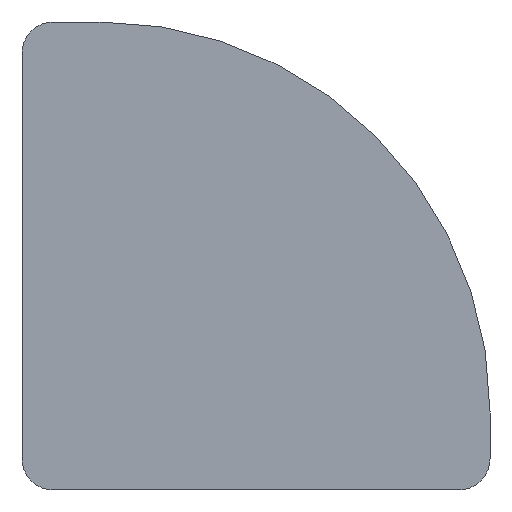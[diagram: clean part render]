
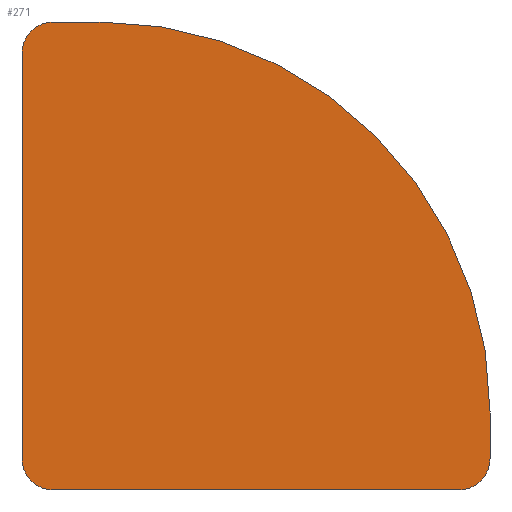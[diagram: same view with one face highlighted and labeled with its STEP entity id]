
A CAD part, left-side view. The second image highlights one B-rep face of the part: STEP entity #271.
In plain terms, the highlighted planar face has unit normal (-1, 0, 0).
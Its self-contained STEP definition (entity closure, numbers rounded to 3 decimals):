
#11 = VECTOR ( 'NONE', #606, 1000. ) ;
#13 = CARTESIAN_POINT ( 'NONE',  ( 0., 10., 15. ) ) ;
#30 = DIRECTION ( 'NONE',  ( 0., -1., 0. ) ) ;
#34 = CARTESIAN_POINT ( 'NONE',  ( 0., 15., 13. ) ) ;
#39 = VERTEX_POINT ( 'NONE', #315 ) ;
#46 = AXIS2_PLACEMENT_3D ( 'NONE', #180, #459, #86 ) ;
#54 = VECTOR ( 'NONE', #30, 1000. ) ;
#70 = AXIS2_PLACEMENT_3D ( 'NONE', #500, #587, #551 ) ;
#86 = DIRECTION ( 'NONE',  ( 0., 0., 1. ) ) ;
#92 = VERTEX_POINT ( 'NONE', #358 ) ;
#94 = ORIENTED_EDGE ( 'NONE', *, *, #414, .F. ) ;
#106 = CARTESIAN_POINT ( 'NONE',  ( 0., -13., -13. ) ) ;
#109 = PLANE ( 'NONE',  #70 ) ;
#121 = ORIENTED_EDGE ( 'NONE', *, *, #185, .F. ) ;
#122 = CIRCLE ( 'NONE', #228, 2. ) ;
#135 = FACE_OUTER_BOUND ( 'NONE', #566, .T. ) ;
#143 = LINE ( 'NONE', #601, #11 ) ;
#154 = EDGE_CURVE ( 'NONE', #580, #242, #369, .T. ) ;
#159 = DIRECTION ( 'NONE',  ( 1., 0., 0. ) ) ;
#168 = CARTESIAN_POINT ( 'NONE',  ( 0., -15., -13. ) ) ;
#174 = CARTESIAN_POINT ( 'NONE',  ( 0., 13., 13. ) ) ;
#180 = CARTESIAN_POINT ( 'NONE',  ( 0., 10., -10. ) ) ;
#185 = EDGE_CURVE ( 'NONE', #242, #301, #194, .T. ) ;
#193 = CIRCLE ( 'NONE', #293, 2. ) ;
#194 = LINE ( 'NONE', #421, #202 ) ;
#201 = EDGE_CURVE ( 'NONE', #556, #92, #143, .T. ) ;
#202 = VECTOR ( 'NONE', #224, 1000. ) ;
#203 = LINE ( 'NONE', #596, #294 ) ;
#224 = DIRECTION ( 'NONE',  ( 0., 0., -1. ) ) ;
#228 = AXIS2_PLACEMENT_3D ( 'NONE', #106, #159, #361 ) ;
#229 = DIRECTION ( 'NONE',  ( 1., 0., 0. ) ) ;
#236 = CARTESIAN_POINT ( 'NONE',  ( 0., -15., -10. ) ) ;
#242 = VERTEX_POINT ( 'NONE', #236 ) ;
#271 = ADVANCED_FACE ( 'NONE', ( #135 ), #109, .F. ) ;
#293 = AXIS2_PLACEMENT_3D ( 'NONE', #460, #229, #333 ) ;
#294 = VECTOR ( 'NONE', #452, 1000. ) ;
#301 = VERTEX_POINT ( 'NONE', #168 ) ;
#308 = LINE ( 'NONE', #562, #54 ) ;
#315 = CARTESIAN_POINT ( 'NONE',  ( 0., 15., -13. ) ) ;
#333 = DIRECTION ( 'NONE',  ( 0., 0., 1. ) ) ;
#346 = EDGE_CURVE ( 'NONE', #301, #556, #122, .T. ) ;
#358 = CARTESIAN_POINT ( 'NONE',  ( 0., 13., -15. ) ) ;
#361 = DIRECTION ( 'NONE',  ( 0., 0., 1. ) ) ;
#369 = CIRCLE ( 'NONE', #46, 25. ) ;
#373 = EDGE_CURVE ( 'NONE', #486, #581, #516, .T. ) ;
#394 = CARTESIAN_POINT ( 'NONE',  ( 0., -13., -15. ) ) ;
#403 = ORIENTED_EDGE ( 'NONE', *, *, #610, .F. ) ;
#414 = EDGE_CURVE ( 'NONE', #581, #580, #308, .T. ) ;
#421 = CARTESIAN_POINT ( 'NONE',  ( 0., -15., -1.924 ) ) ;
#452 = DIRECTION ( 'NONE',  ( 0., 0., 1. ) ) ;
#459 = DIRECTION ( 'NONE',  ( 1., 0., 0. ) ) ;
#460 = CARTESIAN_POINT ( 'NONE',  ( 0., 13., -13. ) ) ;
#478 = EDGE_CURVE ( 'NONE', #92, #39, #193, .T. ) ;
#485 = CARTESIAN_POINT ( 'NONE',  ( 0., 13., 15. ) ) ;
#486 = VERTEX_POINT ( 'NONE', #34 ) ;
#488 = ORIENTED_EDGE ( 'NONE', *, *, #201, .F. ) ;
#500 = CARTESIAN_POINT ( 'NONE',  ( 0., 1.924, -1.924 ) ) ;
#506 = DIRECTION ( 'NONE',  ( 0., 0., 1. ) ) ;
#516 = CIRCLE ( 'NONE', #572, 2. ) ;
#551 = DIRECTION ( 'NONE',  ( 0., 0., -1. ) ) ;
#553 = ORIENTED_EDGE ( 'NONE', *, *, #154, .F. ) ;
#556 = VERTEX_POINT ( 'NONE', #394 ) ;
#559 = ORIENTED_EDGE ( 'NONE', *, *, #373, .F. ) ;
#560 = DIRECTION ( 'NONE',  ( 1., 0., 0. ) ) ;
#562 = CARTESIAN_POINT ( 'NONE',  ( 0., 1.924, 15. ) ) ;
#566 = EDGE_LOOP ( 'NONE', ( #94, #559, #403, #613, #488, #612, #121, #553 ) ) ;
#572 = AXIS2_PLACEMENT_3D ( 'NONE', #174, #560, #506 ) ;
#580 = VERTEX_POINT ( 'NONE', #13 ) ;
#581 = VERTEX_POINT ( 'NONE', #485 ) ;
#587 = DIRECTION ( 'NONE',  ( 1., 0., 0. ) ) ;
#596 = CARTESIAN_POINT ( 'NONE',  ( 0., 15., -1.924 ) ) ;
#601 = CARTESIAN_POINT ( 'NONE',  ( 0., 1.924, -15. ) ) ;
#606 = DIRECTION ( 'NONE',  ( 0., 1., 0. ) ) ;
#610 = EDGE_CURVE ( 'NONE', #39, #486, #203, .T. ) ;
#612 = ORIENTED_EDGE ( 'NONE', *, *, #346, .F. ) ;
#613 = ORIENTED_EDGE ( 'NONE', *, *, #478, .F. ) ;
